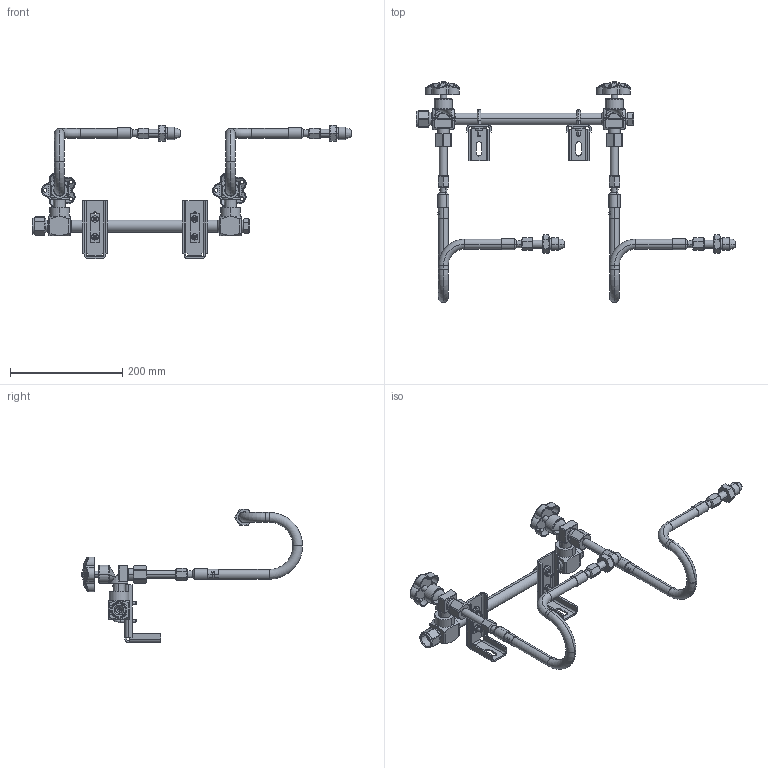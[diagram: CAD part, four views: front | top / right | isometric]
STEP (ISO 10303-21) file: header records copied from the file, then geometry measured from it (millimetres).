
FILE_DESCRIPTION((''),'2;1');
FILE_NAME('M53-28T_ASM','2021-07-19T15:29:52',('CRosado'),('MATHESON TRI-GAS'),'CREO PARAMETRIC BY PTC INC, 2018260','CREO PARAMETRIC BY PTC INC, 2018260','');
FILE_SCHEMA(('CONFIG_CONTROL_DESIGN'));
Length unit declared in the file: inch
Products named in the file (13): MHDR-0120-BF; MPLU-0063-SA; MBRA-0537-UE; MCLM-0006-UG; MCNN-0252-BA; MHSE-0203-END; MHSE-0203-FLEX001; MHSE-0203-FLEX_ASM; MHSE-0203-LABEL; MHSE-0203-SA_ASM; MCNN-0767-BA; MBUS-0025-BO; M53-28T_ASM
Assembly tree (18 placements, depth 4):
  M53-28T_ASM
    MHDR-0120-BF
    MPLU-0063-SA
    MBRA-0537-UE  x2
    MCLM-0006-UG  x2
    MCNN-0252-BA  x2
    MHSE-0203-SA_ASM  x2
      MHSE-0203-END
      MHSE-0203-FLEX_ASM
        MHSE-0203-FLEX001
      MHSE-0203-LABEL
    MCNN-0767-BA  x2
    MBUS-0025-BO
Bounding box: 569.32 x 393.97 x 237.62 mm (x, y, z)
Volume: 574829.3 mm3; surface area: 318970.2 mm2
Topology: 19 solids, 21 shells, 1114 faces, 2816 edges, 1784 vertices
Faces by surface type: plane 334, cylinder 328, cone 314, torus 70, bspline 64, sphere 4
Entity records: 31537 total; most frequent: CARTESIAN_POINT 13519, ORIENTED_EDGE 3844, DIRECTION 3570, EDGE_CURVE 1922, AXIS2_PLACEMENT_3D 1477, VERTEX_POINT 1232, EDGE_LOOP 826, CIRCLE 756
